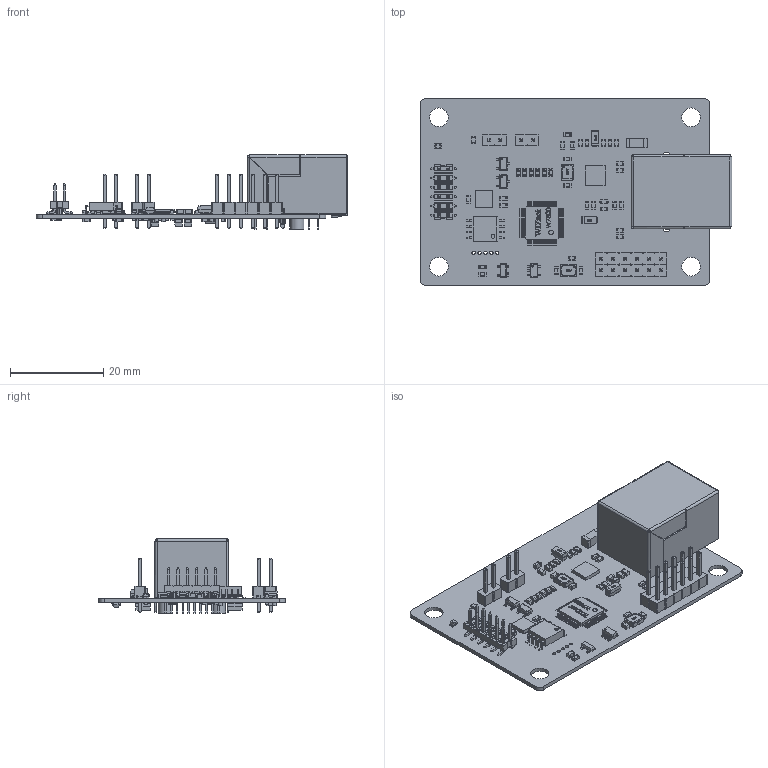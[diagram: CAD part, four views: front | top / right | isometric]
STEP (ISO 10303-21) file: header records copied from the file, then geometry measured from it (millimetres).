
FILE_DESCRIPTION(('Open CASCADE Model'),'2;1');
FILE_NAME('Open CASCADE Shape Model','2025-05-23T11:08:43',('Author'),( 'Open CASCADE'),'Open CASCADE STEP processor 6.8','Open CASCADE 6.8' ,'Unknown');
FILE_SCHEMA(('AUTOMOTIVE_DESIGN { 1 0 10303 214 1 1 1 1 }'));
Length unit declared in the file: millimetre
Products named in the file (129): PCB; Board; Open CASCADE STEP translator 6.8 3.1.1; J6; PH03-2; J5; C25; User_Library-CerCaps0603; U7; User_Library-sot-23-6-2; C1; User_Library-Tantalum_Capacitor_Case_A; User_Library-Tantalum_Capacitor_Case_A_Tantalum_case_A_part1; User_Library-Tantalum_Capacitor_Case_A_Tantalum_case_A_part2; C2; C3; C4; C5; C6; C7; C8; C9; C10; C11; C12; C13; C14; C15; C16; C17; C18; User_Library-Chip_Cap_MLCC_1808_(4520)_K; C19; C20; C21; C22; C23; J2; PH03-6; J4 ...
Assembly tree (252 placements, depth 4):
  PCB
    Board
      Open CASCADE STEP translator 6.8 3.1.1
    J6
      PH03-2
    J5
      PH03-2
    C25
      User_Library-CerCaps0603
    U7
      User_Library-sot-23-6-2
    C1
      User_Library-Tantalum_Capacitor_Case_A
        User_Library-Tantalum_Capacitor_Case_A_Tantalum_case_A_part1
        User_Library-Tantalum_Capacitor_Case_A_Tantalum_case_A_part2  x2
    C2
      User_Library-CerCaps0603
    C3
      User_Library-CerCaps0603
    C4
      User_Library-CerCaps0603
    C5
      User_Library-Tantalum_Capacitor_Case_A
        User_Library-Tantalum_Capacitor_Case_A_Tantalum_case_A_part1
        User_Library-Tantalum_Capacitor_Case_A_Tantalum_case_A_part2  x2
    C6
      User_Library-CerCaps0603
    C7
      User_Library-CerCaps0603
    C8
      User_Library-CerCaps0603
    C9
      User_Library-Tantalum_Capacitor_Case_A
        User_Library-Tantalum_Capacitor_Case_A_Tantalum_case_A_part1
        User_Library-Tantalum_Capacitor_Case_A_Tantalum_case_A_part2  x2
    C10
      User_Library-CerCaps0603
    C11
      User_Library-Tantalum_Capacitor_Case_A
        User_Library-Tantalum_Capacitor_Case_A_Tantalum_case_A_part1
        User_Library-Tantalum_Capacitor_Case_A_Tantalum_case_A_part2  x2
    C12
      User_Library-CerCaps0603
    C13
      User_Library-CerCaps0603
    C14
      User_Library-CerCaps0603
    C15
      User_Library-Tantalum_Capacitor_Case_A
        User_Library-Tantalum_Capacitor_Case_A_Tantalum_case_A_part1
        User_Library-Tantalum_Capacitor_Case_A_Tantalum_case_A_part2  x2
    C16
      User_Library-CerCaps0603
    C17
      User_Library-CerCaps0603
    C18
      User_Library-Chip_Cap_MLCC_1808_(4520)_K
    C19
      User_Library-CerCaps0603
    C20
Bounding box: 66.69 x 40 x 15.87 mm (x, y, z)
Volume: 4739.4 mm3; surface area: 13915.6 mm2
Topology: 346 solids, 347 shells, 7535 faces, 17874 edges, 10426 vertices
Faces by surface type: plane 3907, cylinder 1955, bspline 835, sphere 818, revolution 16, cone 4
Full cylindrical faces by diameter (mm): 0.7 x5, 0.9 x12, 0.914 x16, 1 x1, 1.5 x2, 3.25 x2, 4 x4
Entity records: 91051 total; most frequent: CARTESIAN_POINT 20020, ORIENTED_EDGE 12162, DIRECTION 11780, EDGE_CURVE 6082, LINE 4764, VECTOR 4764, VERTEX_POINT 3846, AXIS2_PLACEMENT_3D 3500
